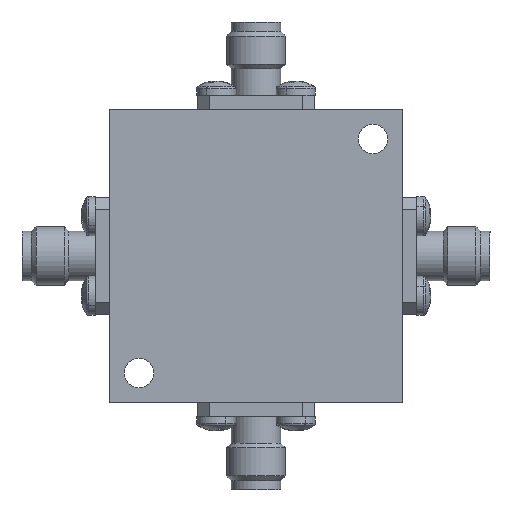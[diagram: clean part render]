
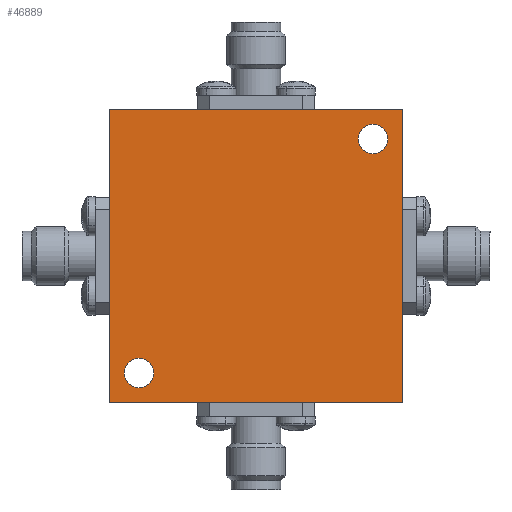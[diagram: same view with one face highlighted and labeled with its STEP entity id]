
A CAD part, front view. The second image highlights one B-rep face of the part: STEP entity #46889.
In plain terms, the highlighted planar face has unit normal (0, -1, 0).
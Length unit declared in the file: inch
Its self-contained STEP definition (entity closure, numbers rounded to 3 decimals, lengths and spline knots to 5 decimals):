
#2313 = EDGE_CURVE ( 'NONE', #13504, #52477, #53020, .T. ) ;
#2316 = VERTEX_POINT ( 'NONE', #34116 ) ;
#2431 = EDGE_CURVE ( 'NONE', #11487, #2316, #26455, .T. ) ;
#3118 = CIRCLE ( 'NONE', #29490, 0.0625 ) ;
#4034 = CARTESIAN_POINT ( 'NONE',  ( -0.625, 0., -0.625 ) ) ;
#4653 = VECTOR ( 'NONE', #50100, 39.37008 ) ;
#4733 = DIRECTION ( 'NONE',  ( 0., 0., 1. ) ) ;
#5552 = CARTESIAN_POINT ( 'NONE',  ( 0.5, 0., 0.5 ) ) ;
#6551 = FACE_BOUND ( 'NONE', #51272, .T. ) ;
#7135 = EDGE_CURVE ( 'NONE', #52477, #13504, #36939, .T. ) ;
#7139 = CARTESIAN_POINT ( 'NONE',  ( 0., 0., 0. ) ) ;
#7700 = DIRECTION ( 'NONE',  ( 0., 0., -1. ) ) ;
#7885 = AXIS2_PLACEMENT_3D ( 'NONE', #19120, #55026, #24716 ) ;
#8054 = CARTESIAN_POINT ( 'NONE',  ( -0.5, 0., -0.5 ) ) ;
#9590 = LINE ( 'NONE', #27268, #55011 ) ;
#9634 = EDGE_CURVE ( 'NONE', #41421, #11487, #9590, .T. ) ;
#10008 = DIRECTION ( 'NONE',  ( 0., 0., 1. ) ) ;
#11487 = VERTEX_POINT ( 'NONE', #26776 ) ;
#11494 = ORIENTED_EDGE ( 'NONE', *, *, #57552, .T. ) ;
#11505 = VECTOR ( 'NONE', #22253, 39.37008 ) ;
#11756 = VECTOR ( 'NONE', #17009, 39.37008 ) ;
#12171 = FACE_OUTER_BOUND ( 'NONE', #50746, .T. ) ;
#12774 = CARTESIAN_POINT ( 'NONE',  ( 0.5, 0., 0.4375 ) ) ;
#13385 = CARTESIAN_POINT ( 'NONE',  ( -0.5, 0., -0.5625 ) ) ;
#13504 = VERTEX_POINT ( 'NONE', #12774 ) ;
#13736 = ORIENTED_EDGE ( 'NONE', *, *, #29670, .T. ) ;
#15391 = FACE_BOUND ( 'NONE', #56268, .T. ) ;
#15954 = PLANE ( 'NONE',  #53526 ) ;
#17009 = DIRECTION ( 'NONE',  ( -1., 0., 0. ) ) ;
#18104 = ORIENTED_EDGE ( 'NONE', *, *, #9634, .F. ) ;
#18112 = AXIS2_PLACEMENT_3D ( 'NONE', #5552, #50585, #10008 ) ;
#19120 = CARTESIAN_POINT ( 'NONE',  ( 0.5, 0., 0.5 ) ) ;
#19305 = VERTEX_POINT ( 'NONE', #29163 ) ;
#22253 = DIRECTION ( 'NONE',  ( 0., 0., 1. ) ) ;
#24271 = ORIENTED_EDGE ( 'NONE', *, *, #2431, .F. ) ;
#24716 = DIRECTION ( 'NONE',  ( 0., 0., 1. ) ) ;
#25711 = DIRECTION ( 'NONE',  ( 0., 0., 1. ) ) ;
#25821 = ORIENTED_EDGE ( 'NONE', *, *, #2313, .T. ) ;
#26021 = DIRECTION ( 'NONE',  ( 0., 1., 0. ) ) ;
#26455 = LINE ( 'NONE', #4034, #11756 ) ;
#26776 = CARTESIAN_POINT ( 'NONE',  ( 0.625, 0., -0.625 ) ) ;
#27268 = CARTESIAN_POINT ( 'NONE',  ( 0.625, 0., 0.625 ) ) ;
#28549 = EDGE_CURVE ( 'NONE', #2316, #32044, #44071, .T. ) ;
#29163 = CARTESIAN_POINT ( 'NONE',  ( -0.5, 0., -0.4375 ) ) ;
#29490 = AXIS2_PLACEMENT_3D ( 'NONE', #8054, #26021, #25711 ) ;
#29670 = EDGE_CURVE ( 'NONE', #42088, #19305, #3118, .T. ) ;
#30307 = CARTESIAN_POINT ( 'NONE',  ( -0.625, 0., 0.625 ) ) ;
#30963 = ORIENTED_EDGE ( 'NONE', *, *, #28549, .F. ) ;
#32044 = VERTEX_POINT ( 'NONE', #30307 ) ;
#32084 = CIRCLE ( 'NONE', #32982, 0.0625 ) ;
#32182 = LINE ( 'NONE', #53954, #4653 ) ;
#32982 = AXIS2_PLACEMENT_3D ( 'NONE', #44239, #36517, #4733 ) ;
#34116 = CARTESIAN_POINT ( 'NONE',  ( -0.625, 0., -0.625 ) ) ;
#35214 = CARTESIAN_POINT ( 'NONE',  ( -0.625, 0., 0.625 ) ) ;
#36517 = DIRECTION ( 'NONE',  ( 0., 1., 0. ) ) ;
#36939 = CIRCLE ( 'NONE', #18112, 0.0625 ) ;
#38179 = CARTESIAN_POINT ( 'NONE',  ( 0.5, 0., 0.5625 ) ) ;
#40934 = CARTESIAN_POINT ( 'NONE',  ( 0.625, 0., 0.625 ) ) ;
#41421 = VERTEX_POINT ( 'NONE', #40934 ) ;
#42088 = VERTEX_POINT ( 'NONE', #13385 ) ;
#44071 = LINE ( 'NONE', #35214, #11505 ) ;
#44239 = CARTESIAN_POINT ( 'NONE',  ( -0.5, 0., -0.5 ) ) ;
#45498 = DIRECTION ( 'NONE',  ( 0., 0., -1. ) ) ;
#46889 = ADVANCED_FACE ( 'NONE', ( #6551, #12171, #15391 ), #15954, .T. ) ;
#47664 = ORIENTED_EDGE ( 'NONE', *, *, #47670, .F. ) ;
#47670 = EDGE_CURVE ( 'NONE', #32044, #41421, #32182, .T. ) ;
#50100 = DIRECTION ( 'NONE',  ( 1., 0., 0. ) ) ;
#50157 = ORIENTED_EDGE ( 'NONE', *, *, #7135, .T. ) ;
#50585 = DIRECTION ( 'NONE',  ( 0., 1., 0. ) ) ;
#50746 = EDGE_LOOP ( 'NONE', ( #18104, #47664, #30963, #24271 ) ) ;
#51272 = EDGE_LOOP ( 'NONE', ( #13736, #11494 ) ) ;
#51570 = DIRECTION ( 'NONE',  ( 0., -1., 0. ) ) ;
#52477 = VERTEX_POINT ( 'NONE', #38179 ) ;
#53020 = CIRCLE ( 'NONE', #7885, 0.0625 ) ;
#53526 = AXIS2_PLACEMENT_3D ( 'NONE', #7139, #51570, #7700 ) ;
#53954 = CARTESIAN_POINT ( 'NONE',  ( -0.625, 0., 0.625 ) ) ;
#55011 = VECTOR ( 'NONE', #45498, 39.37008 ) ;
#55026 = DIRECTION ( 'NONE',  ( 0., 1., 0. ) ) ;
#56268 = EDGE_LOOP ( 'NONE', ( #25821, #50157 ) ) ;
#57552 = EDGE_CURVE ( 'NONE', #19305, #42088, #32084, .T. ) ;
